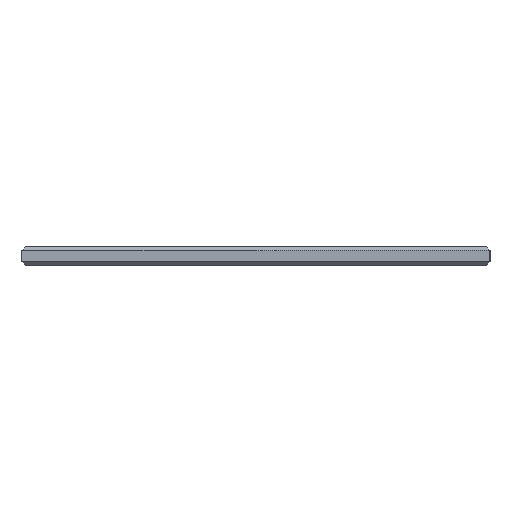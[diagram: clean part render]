
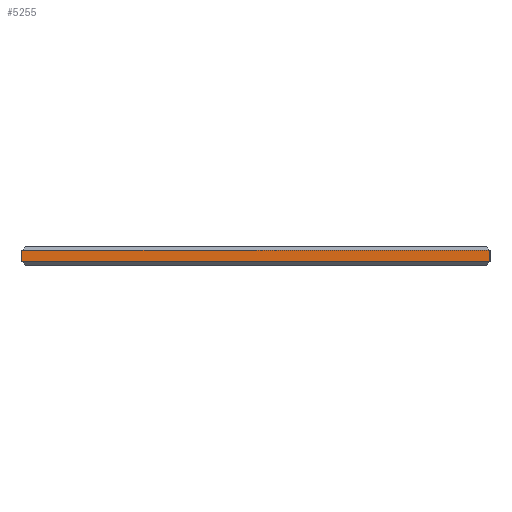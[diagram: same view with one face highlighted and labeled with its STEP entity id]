
A CAD part, left-side view. The second image highlights one B-rep face of the part: STEP entity #5255.
In plain terms, the highlighted planar face has unit normal (-1, 0, 0).
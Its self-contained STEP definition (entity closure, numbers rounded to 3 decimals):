
#4948 = CARTESIAN_POINT ( 'NONE',  ( -18., -12.5, -0.3 ) ) ;
#4982 = DIRECTION ( 'NONE',  ( 0., -1., 0. ) ) ;
#4983 = VECTOR ( 'NONE', #4982, 1000. ) ;
#4984 = CARTESIAN_POINT ( 'NONE',  ( -18., 12.5, -0.3 ) ) ;
#4985 = LINE ( 'NONE', #4984, #4983 ) ;
#5095 = VERTEX_POINT ( 'NONE', #5755 ) ;
#5096 = EDGE_CURVE ( 'NONE', #5095, #5254, #5759, .T. ) ;
#5097 = EDGE_CURVE ( 'NONE', #5219, #5099, #4985, .T. ) ;
#5098 = ORIENTED_EDGE ( 'NONE', *, *, #5105, .F. ) ;
#5099 = VERTEX_POINT ( 'NONE', #4948 ) ;
#5101 = ORIENTED_EDGE ( 'NONE', *, *, #5096, .T. ) ;
#5105 = EDGE_CURVE ( 'NONE', #5095, #5099, #5785, .T. ) ;
#5219 = VERTEX_POINT ( 'NONE', #6020 ) ;
#5250 = ORIENTED_EDGE ( 'NONE', *, *, #5097, .T. ) ;
#5253 = EDGE_CURVE ( 'NONE', #5254, #5219, #6111, .T. ) ;
#5254 = VERTEX_POINT ( 'NONE', #6097 ) ;
#5255 = ADVANCED_FACE ( 'NONE', ( #6074 ), #6114, .F. ) ;
#5265 = ORIENTED_EDGE ( 'NONE', *, *, #5253, .T. ) ;
#5267 = EDGE_LOOP ( 'NONE', ( #5265, #5250, #5098, #5101 ) ) ;
#5742 = DIRECTION ( 'NONE',  ( 0., 1., 0. ) ) ;
#5743 = VECTOR ( 'NONE', #5742, 1000. ) ;
#5744 = CARTESIAN_POINT ( 'NONE',  ( -18., 12.5, 0.3 ) ) ;
#5755 = CARTESIAN_POINT ( 'NONE',  ( -18., -12.5, 0.3 ) ) ;
#5759 = LINE ( 'NONE', #5744, #5743 ) ;
#5782 = DIRECTION ( 'NONE',  ( 0., 0., -1. ) ) ;
#5783 = VECTOR ( 'NONE', #5782, 1000. ) ;
#5784 = CARTESIAN_POINT ( 'NONE',  ( -18., -12.5, 0.5 ) ) ;
#5785 = LINE ( 'NONE', #5784, #5783 ) ;
#6020 = CARTESIAN_POINT ( 'NONE',  ( -18., 12.5, -0.3 ) ) ;
#6065 = CARTESIAN_POINT ( 'NONE',  ( -18., 12.5, 0.5 ) ) ;
#6074 = FACE_OUTER_BOUND ( 'NONE', #5267, .T. ) ;
#6096 = AXIS2_PLACEMENT_3D ( 'NONE', #6065, #6134, #6133 ) ;
#6097 = CARTESIAN_POINT ( 'NONE',  ( -18., 12.5, 0.3 ) ) ;
#6111 = LINE ( 'NONE', #6138, #6137 ) ;
#6114 = PLANE ( 'NONE',  #6096 ) ;
#6133 = DIRECTION ( 'NONE',  ( 0., 1., 0. ) ) ;
#6134 = DIRECTION ( 'NONE',  ( 1., 0., 0. ) ) ;
#6136 = DIRECTION ( 'NONE',  ( 0., 0., -1. ) ) ;
#6137 = VECTOR ( 'NONE', #6136, 1000. ) ;
#6138 = CARTESIAN_POINT ( 'NONE',  ( -18., 12.5, 0.5 ) ) ;
